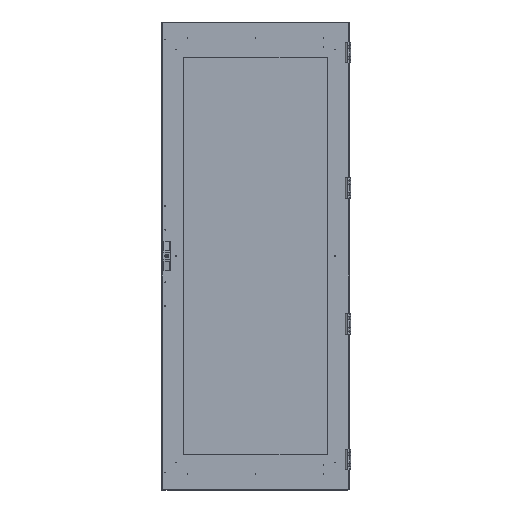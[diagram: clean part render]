
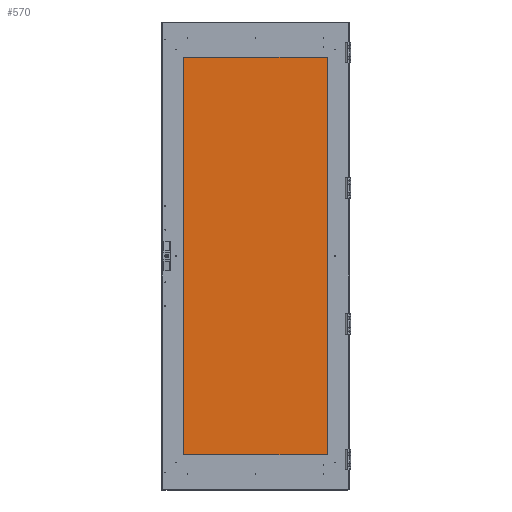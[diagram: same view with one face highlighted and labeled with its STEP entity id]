
A CAD part, top view. The second image highlights one B-rep face of the part: STEP entity #570.
In plain terms, the highlighted planar face has unit normal (0, 0, 1).
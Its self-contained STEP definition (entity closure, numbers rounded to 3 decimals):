
#569 = ORIENTED_EDGE ( 'NONE', *, *, #7152, .T. ) ;
#570 = ADVANCED_FACE ( 'NONE', ( #12759 ), #27676, .T. ) ;
#939 = CARTESIAN_POINT ( 'NONE',  ( 324.5, -865., 4. ) ) ;
#1319 = DIRECTION ( 'NONE',  ( -1., 0., 0. ) ) ;
#3651 = EDGE_CURVE ( 'NONE', #17670, #33688, #28189, .T. ) ;
#7152 = EDGE_CURVE ( 'NONE', #52952, #17670, #23256, .T. ) ;
#9562 = VECTOR ( 'NONE', #51360, 1000. ) ;
#10227 = CARTESIAN_POINT ( 'NONE',  ( -323.5, -866., 4. ) ) ;
#10900 = CARTESIAN_POINT ( 'NONE',  ( 323.5, -865., 4. ) ) ;
#11606 = CARTESIAN_POINT ( 'NONE',  ( 0., 0., 4. ) ) ;
#12759 = FACE_OUTER_BOUND ( 'NONE', #35463, .T. ) ;
#16003 = CARTESIAN_POINT ( 'NONE',  ( 323.5, 866., 4. ) ) ;
#17670 = VERTEX_POINT ( 'NONE', #10900 ) ;
#17681 = CARTESIAN_POINT ( 'NONE',  ( -323.5, -865., 4. ) ) ;
#19261 = VECTOR ( 'NONE', #22837, 1000. ) ;
#20995 = VECTOR ( 'NONE', #28839, 1000. ) ;
#22381 = EDGE_CURVE ( 'NONE', #37080, #52952, #30426, .T. ) ;
#22837 = DIRECTION ( 'NONE',  ( 0., -1., 0. ) ) ;
#23256 = LINE ( 'NONE', #939, #9562 ) ;
#24209 = DIRECTION ( 'NONE',  ( 0., 0., 1. ) ) ;
#27036 = CARTESIAN_POINT ( 'NONE',  ( -323.5, 865., 4. ) ) ;
#27676 = PLANE ( 'NONE',  #29822 ) ;
#28189 = LINE ( 'NONE', #16003, #20995 ) ;
#28839 = DIRECTION ( 'NONE',  ( 0., 1., 0. ) ) ;
#29822 = AXIS2_PLACEMENT_3D ( 'NONE', #11606, #24209, #32065 ) ;
#30426 = LINE ( 'NONE', #10227, #19261 ) ;
#30946 = CARTESIAN_POINT ( 'NONE',  ( -324.5, 865., 4. ) ) ;
#32065 = DIRECTION ( 'NONE',  ( 1., 0., 0. ) ) ;
#33688 = VERTEX_POINT ( 'NONE', #42650 ) ;
#35463 = EDGE_LOOP ( 'NONE', ( #569, #37393, #38891, #49198 ) ) ;
#37080 = VERTEX_POINT ( 'NONE', #27036 ) ;
#37393 = ORIENTED_EDGE ( 'NONE', *, *, #3651, .T. ) ;
#38891 = ORIENTED_EDGE ( 'NONE', *, *, #45310, .T. ) ;
#39569 = VECTOR ( 'NONE', #1319, 1000. ) ;
#42650 = CARTESIAN_POINT ( 'NONE',  ( 323.5, 865., 4. ) ) ;
#44887 = LINE ( 'NONE', #30946, #39569 ) ;
#45310 = EDGE_CURVE ( 'NONE', #33688, #37080, #44887, .T. ) ;
#49198 = ORIENTED_EDGE ( 'NONE', *, *, #22381, .T. ) ;
#51360 = DIRECTION ( 'NONE',  ( 1., 0., 0. ) ) ;
#52952 = VERTEX_POINT ( 'NONE', #17681 ) ;
